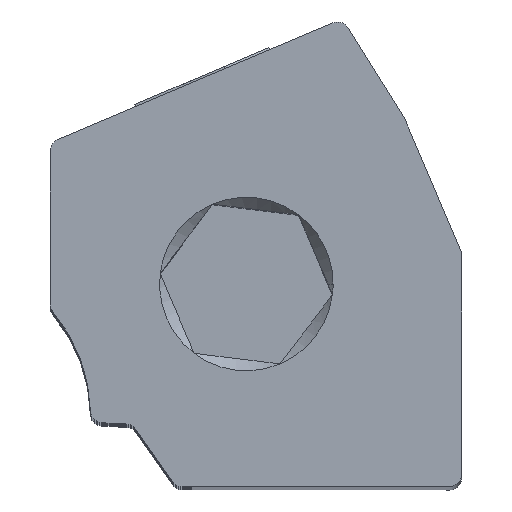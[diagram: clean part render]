
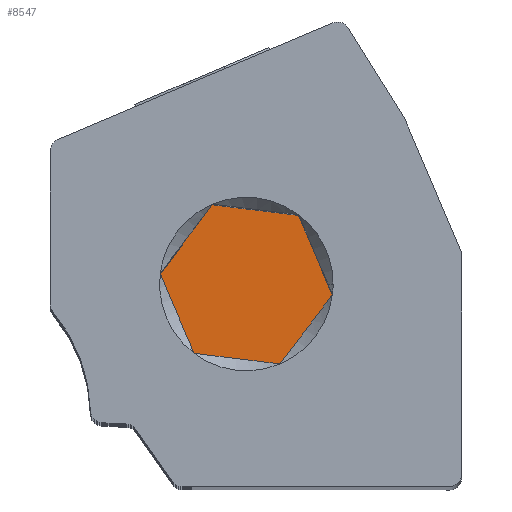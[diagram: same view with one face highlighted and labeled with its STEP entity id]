
A CAD part, top view. The second image highlights one B-rep face of the part: STEP entity #8547.
In plain terms, the highlighted planar face has unit normal (0, 0, 1).
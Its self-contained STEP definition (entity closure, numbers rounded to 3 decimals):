
#789 = EDGE_CURVE ( 'NONE', #17825, #1562, #8788, .T. ) ;
#907 = VECTOR ( 'NONE', #24150, 1000. ) ;
#1101 = DIRECTION ( 'NONE',  ( -0.993, 0.122, 0. ) ) ;
#1462 = CARTESIAN_POINT ( 'NONE',  ( 10.78, 2.499, 24.25 ) ) ;
#1562 = VERTEX_POINT ( 'NONE', #12305 ) ;
#1810 = DIRECTION ( 'NONE',  ( -0.602, -0.799, 0. ) ) ;
#3681 = VERTEX_POINT ( 'NONE', #16815 ) ;
#3756 = EDGE_CURVE ( 'NONE', #17825, #21121, #26098, .T. ) ;
#4040 = ORIENTED_EDGE ( 'NONE', *, *, #27446, .T. ) ;
#5126 = CARTESIAN_POINT ( 'NONE',  ( 10.78, 2.499, 24.25 ) ) ;
#5290 = LINE ( 'NONE', #20345, #15628 ) ;
#5381 = VECTOR ( 'NONE', #1810, 1000. ) ;
#5410 = EDGE_CURVE ( 'NONE', #21121, #3681, #5290, .T. ) ;
#7636 = VECTOR ( 'NONE', #25633, 1000. ) ;
#8547 = ADVANCED_FACE ( 'NONE', ( #17692 ), #8955, .T. ) ;
#8788 = LINE ( 'NONE', #15406, #907 ) ;
#8955 = PLANE ( 'NONE',  #12480 ) ;
#9137 = CARTESIAN_POINT ( 'NONE',  ( 11.536, 8.653, 24.25 ) ) ;
#11021 = VERTEX_POINT ( 'NONE', #26002 ) ;
#11090 = DIRECTION ( 'NONE',  ( 1., 0., 0. ) ) ;
#12103 = CARTESIAN_POINT ( 'NONE',  ( 11.536, 8.653, 24.25 ) ) ;
#12305 = CARTESIAN_POINT ( 'NONE',  ( 9.381, 5.794, 24.25 ) ) ;
#12480 = AXIS2_PLACEMENT_3D ( 'NONE', #16898, #24161, #11090 ) ;
#13423 = LINE ( 'NONE', #19718, #21350 ) ;
#14167 = DIRECTION ( 'NONE',  ( 0.602, 0.799, 0. ) ) ;
#14255 = EDGE_CURVE ( 'NONE', #25066, #1562, #16959, .T. ) ;
#15155 = LINE ( 'NONE', #19595, #7636 ) ;
#15406 = CARTESIAN_POINT ( 'NONE',  ( 9.381, 5.794, 24.25 ) ) ;
#15628 = VECTOR ( 'NONE', #14167, 1000. ) ;
#16535 = ORIENTED_EDGE ( 'NONE', *, *, #3756, .T. ) ;
#16815 = CARTESIAN_POINT ( 'NONE',  ( 16.487, 4.921, 24.25 ) ) ;
#16898 = CARTESIAN_POINT ( 'NONE',  ( 0., 0., 24.25 ) ) ;
#16959 = LINE ( 'NONE', #12103, #5381 ) ;
#17692 = FACE_OUTER_BOUND ( 'NONE', #22406, .T. ) ;
#17825 = VERTEX_POINT ( 'NONE', #1462 ) ;
#19595 = CARTESIAN_POINT ( 'NONE',  ( 16.487, 4.921, 24.25 ) ) ;
#19718 = CARTESIAN_POINT ( 'NONE',  ( 15.089, 8.216, 24.25 ) ) ;
#20206 = CARTESIAN_POINT ( 'NONE',  ( 14.333, 2.063, 24.25 ) ) ;
#20303 = VECTOR ( 'NONE', #21819, 1000. ) ;
#20345 = CARTESIAN_POINT ( 'NONE',  ( 14.333, 2.063, 24.25 ) ) ;
#21121 = VERTEX_POINT ( 'NONE', #20206 ) ;
#21350 = VECTOR ( 'NONE', #1101, 1000. ) ;
#21468 = ORIENTED_EDGE ( 'NONE', *, *, #789, .F. ) ;
#21819 = DIRECTION ( 'NONE',  ( 0.993, -0.122, 0. ) ) ;
#21868 = ORIENTED_EDGE ( 'NONE', *, *, #28066, .T. ) ;
#22163 = ORIENTED_EDGE ( 'NONE', *, *, #5410, .T. ) ;
#22406 = EDGE_LOOP ( 'NONE', ( #23542, #21468, #16535, #22163, #21868, #4040 ) ) ;
#23542 = ORIENTED_EDGE ( 'NONE', *, *, #14255, .T. ) ;
#24150 = DIRECTION ( 'NONE',  ( -0.391, 0.921, 0. ) ) ;
#24161 = DIRECTION ( 'NONE',  ( 0., 0., 1. ) ) ;
#25066 = VERTEX_POINT ( 'NONE', #9137 ) ;
#25633 = DIRECTION ( 'NONE',  ( -0.391, 0.921, 0. ) ) ;
#26002 = CARTESIAN_POINT ( 'NONE',  ( 15.089, 8.216, 24.25 ) ) ;
#26098 = LINE ( 'NONE', #5126, #20303 ) ;
#27446 = EDGE_CURVE ( 'NONE', #11021, #25066, #13423, .T. ) ;
#28066 = EDGE_CURVE ( 'NONE', #3681, #11021, #15155, .T. ) ;
